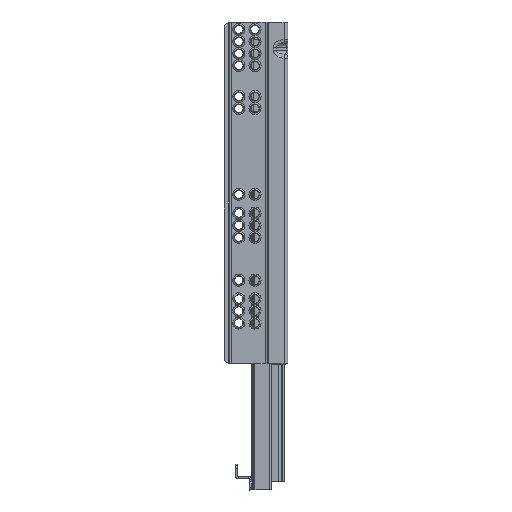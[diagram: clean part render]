
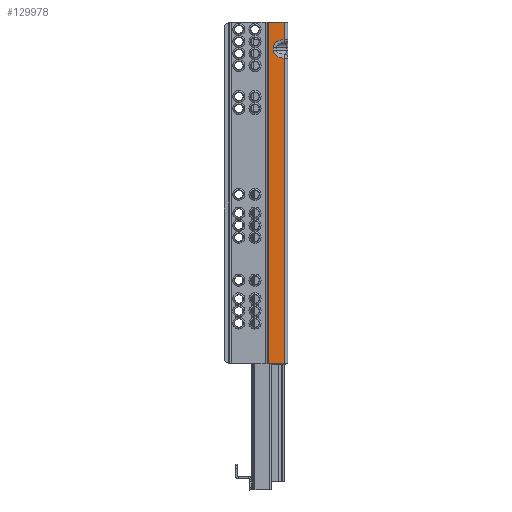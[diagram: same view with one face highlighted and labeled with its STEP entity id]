
A CAD part, left-side view. The second image highlights one B-rep face of the part: STEP entity #129978.
In plain terms, the highlighted planar face has unit normal (-1, 0, 0).
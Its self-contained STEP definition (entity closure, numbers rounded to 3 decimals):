
#4863 = LINE ( 'NONE', #96915, #98361 ) ;
#5053 = CARTESIAN_POINT ( 'NONE',  ( 0., -16.257, -21. ) ) ;
#6066 = EDGE_CURVE ( 'NONE', #41595, #119727, #4863, .T. ) ;
#7081 = DIRECTION ( 'NONE',  ( 0., -1., 0. ) ) ;
#7235 = DIRECTION ( 'NONE',  ( -1., 0., 0. ) ) ;
#9220 = FACE_OUTER_BOUND ( 'NONE', #118225, .T. ) ;
#9564 = CARTESIAN_POINT ( 'NONE',  ( 0., -24.2, -255. ) ) ;
#11494 = CARTESIAN_POINT ( 'NONE',  ( 0., -24.2, -26.988 ) ) ;
#12431 = DIRECTION ( 'NONE',  ( 0., 0., 1. ) ) ;
#12656 = VERTEX_POINT ( 'NONE', #112421 ) ;
#16563 = DIRECTION ( 'NONE',  ( 0., 0., 1. ) ) ;
#17138 = VERTEX_POINT ( 'NONE', #128685 ) ;
#17847 = CARTESIAN_POINT ( 'NONE',  ( 0., -12.443, -255. ) ) ;
#19208 = VECTOR ( 'NONE', #92139, 1000. ) ;
#20022 = CARTESIAN_POINT ( 'NONE',  ( 0., -12.443, -255. ) ) ;
#26028 = CARTESIAN_POINT ( 'NONE',  ( 0., -24.2, -255. ) ) ;
#28180 = LINE ( 'NONE', #20022, #106481 ) ;
#38418 = VERTEX_POINT ( 'NONE', #106090 ) ;
#40330 = VERTEX_POINT ( 'NONE', #125417 ) ;
#41595 = VERTEX_POINT ( 'NONE', #17847 ) ;
#44151 = DIRECTION ( 'NONE',  ( 0., -1., 0. ) ) ;
#50941 = CARTESIAN_POINT ( 'NONE',  ( 0., -19.488, -13.226 ) ) ;
#54404 =( BOUNDED_CURVE ( )  B_SPLINE_CURVE ( 3, ( #103045, #102374, #50941, #110523 ),
 .UNSPECIFIED., .F., .F. ) 
 B_SPLINE_CURVE_WITH_KNOTS ( ( 4, 4 ),
 ( 3.142, 4.648 ),
 .UNSPECIFIED. ) 
 CURVE ( )  GEOMETRIC_REPRESENTATION_ITEM ( )  RATIONAL_B_SPLINE_CURVE ( ( 1., 0.82, 0.82, 1. ) ) 
 REPRESENTATION_ITEM ( '' )  );
#63156 = LINE ( 'NONE', #84170, #133070 ) ;
#63605 = CARTESIAN_POINT ( 'NONE',  ( 0., -16.257, -21. ) ) ;
#65665 = EDGE_CURVE ( 'NONE', #40330, #38418, #123921, .T. ) ;
#68117 = VECTOR ( 'NONE', #16563, 1000. ) ;
#78289 = ORIENTED_EDGE ( 'NONE', *, *, #98398, .T. ) ;
#82065 = CARTESIAN_POINT ( 'NONE',  ( 0., -24.2, -26.988 ) ) ;
#82302 = DIRECTION ( 'NONE',  ( 0., 0., 1. ) ) ;
#83089 = EDGE_CURVE ( 'NONE', #128017, #17138, #63156, .T. ) ;
#84170 = CARTESIAN_POINT ( 'NONE',  ( 0., -16.257, -19. ) ) ;
#87448 = EDGE_CURVE ( 'NONE', #17138, #12656, #54404, .T. ) ;
#91797 = CARTESIAN_POINT ( 'NONE',  ( 0., -12.443, -255. ) ) ;
#92139 = DIRECTION ( 'NONE',  ( 0., 0., 1. ) ) ;
#95909 = VECTOR ( 'NONE', #7081, 1000. ) ;
#96915 = CARTESIAN_POINT ( 'NONE',  ( 0., -12.443, -255. ) ) ;
#98361 = VECTOR ( 'NONE', #44151, 1000. ) ;
#98398 = EDGE_CURVE ( 'NONE', #119727, #125074, #110572, .T. ) ;
#100392 = ORIENTED_EDGE ( 'NONE', *, *, #87448, .T. ) ;
#102374 = CARTESIAN_POINT ( 'NONE',  ( 0., -16.257, -15.661 ) ) ;
#103045 = CARTESIAN_POINT ( 'NONE',  ( 0., -16.257, -19. ) ) ;
#103066 = EDGE_CURVE ( 'NONE', #12656, #38418, #125247, .T. ) ;
#104280 = CARTESIAN_POINT ( 'NONE',  ( 0., -12.443, 0. ) ) ;
#106090 = CARTESIAN_POINT ( 'NONE',  ( 0., -24.2, 0. ) ) ;
#106481 = VECTOR ( 'NONE', #131713, 1000. ) ;
#108781 = ORIENTED_EDGE ( 'NONE', *, *, #117908, .F. ) ;
#110523 = CARTESIAN_POINT ( 'NONE',  ( 0., -24.2, -13.012 ) ) ;
#110572 = LINE ( 'NONE', #26028, #68117 ) ;
#112421 = CARTESIAN_POINT ( 'NONE',  ( 0., -24.2, -13.012 ) ) ;
#115027 = CARTESIAN_POINT ( 'NONE',  ( 0., -19.488, -26.774 ) ) ;
#115725 = CARTESIAN_POINT ( 'NONE',  ( 0., -16.257, -24.339 ) ) ;
#116065 =( BOUNDED_CURVE ( )  B_SPLINE_CURVE ( 3, ( #11494, #115027, #115725, #63605 ),
 .UNSPECIFIED., .F., .T. ) 
 B_SPLINE_CURVE_WITH_KNOTS ( ( 4, 4 ),
 ( 4.776, 6.283 ),
 .UNSPECIFIED. ) 
 CURVE ( )  GEOMETRIC_REPRESENTATION_ITEM ( )  RATIONAL_B_SPLINE_CURVE ( ( 1., 0.82, 0.82, 1. ) ) 
 REPRESENTATION_ITEM ( '' )  );
#116145 = EDGE_CURVE ( 'NONE', #125074, #128017, #116065, .T. ) ;
#117908 = EDGE_CURVE ( 'NONE', #41595, #40330, #28180, .T. ) ;
#118193 = CARTESIAN_POINT ( 'NONE',  ( 0., -24.2, -255. ) ) ;
#118225 = EDGE_LOOP ( 'NONE', ( #78289, #131628, #119174, #100392, #125693, #123405, #108781, #118886 ) ) ;
#118886 = ORIENTED_EDGE ( 'NONE', *, *, #6066, .T. ) ;
#119174 = ORIENTED_EDGE ( 'NONE', *, *, #83089, .T. ) ;
#119393 = AXIS2_PLACEMENT_3D ( 'NONE', #91797, #7235, #82302 ) ;
#119727 = VERTEX_POINT ( 'NONE', #118193 ) ;
#123405 = ORIENTED_EDGE ( 'NONE', *, *, #65665, .F. ) ;
#123921 = LINE ( 'NONE', #104280, #95909 ) ;
#125074 = VERTEX_POINT ( 'NONE', #82065 ) ;
#125247 = LINE ( 'NONE', #9564, #19208 ) ;
#125417 = CARTESIAN_POINT ( 'NONE',  ( 0., -12.443, 0. ) ) ;
#125693 = ORIENTED_EDGE ( 'NONE', *, *, #103066, .T. ) ;
#128017 = VERTEX_POINT ( 'NONE', #5053 ) ;
#128685 = CARTESIAN_POINT ( 'NONE',  ( 0., -16.257, -19. ) ) ;
#129978 = ADVANCED_FACE ( 'NONE', ( #9220 ), #131056, .T. ) ;
#131056 = PLANE ( 'NONE',  #119393 ) ;
#131628 = ORIENTED_EDGE ( 'NONE', *, *, #116145, .T. ) ;
#131713 = DIRECTION ( 'NONE',  ( 0., 0., 1. ) ) ;
#133070 = VECTOR ( 'NONE', #12431, 1000. ) ;
